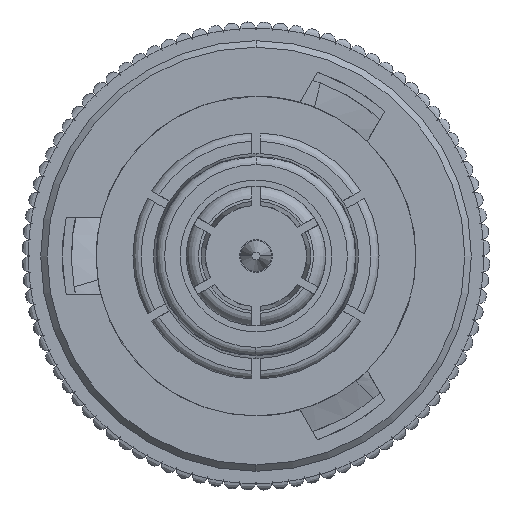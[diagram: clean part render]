
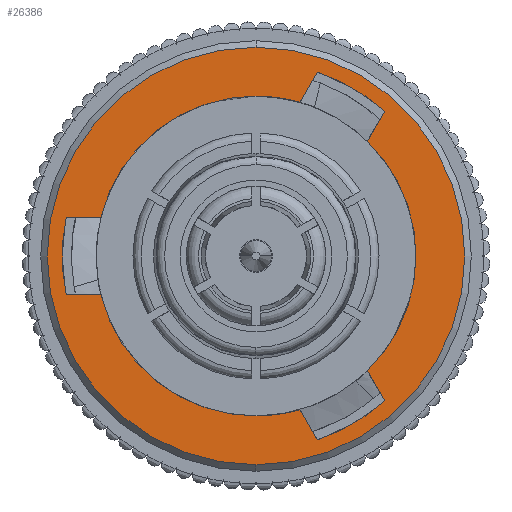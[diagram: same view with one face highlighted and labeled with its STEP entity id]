
A CAD part, left-side view. The second image highlights one B-rep face of the part: STEP entity #26386.
In plain terms, the highlighted face is planar.
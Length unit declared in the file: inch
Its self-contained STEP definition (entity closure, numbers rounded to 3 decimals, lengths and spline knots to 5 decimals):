
#219 = DIRECTION ( 'NONE',  ( 0., 0., 1. ) ) ;
#519 = CARTESIAN_POINT ( 'NONE',  ( 0., 0., 0. ) ) ;
#598 = EDGE_CURVE ( 'NONE', #33701, #15090, #22339, .T. ) ;
#1061 = ORIENTED_EDGE ( 'NONE', *, *, #23543, .F. ) ;
#1136 = DIRECTION ( 'NONE',  ( 0., 0., 1. ) ) ;
#1220 = LINE ( 'NONE', #34515, #4800 ) ;
#1763 = DIRECTION ( 'NONE',  ( 0., 0., 1. ) ) ;
#1838 = EDGE_CURVE ( 'NONE', #34225, #2704, #22336, .T. ) ;
#2657 = CIRCLE ( 'NONE', #23012, 0.195 ) ;
#2691 = DIRECTION ( 'NONE',  ( 0., 0., 1. ) ) ;
#2704 = VERTEX_POINT ( 'NONE', #21215 ) ;
#2773 = CARTESIAN_POINT ( 'NONE',  ( 0., 0., 0.2545 ) ) ;
#2791 = EDGE_CURVE ( 'NONE', #7741, #22408, #25568, .T. ) ;
#3170 = EDGE_CURVE ( 'NONE', #6765, #34225, #25884, .T. ) ;
#3435 = LINE ( 'NONE', #9096, #20459 ) ;
#3755 = CARTESIAN_POINT ( 'NONE',  ( 0., -0.07456, 0.22414 ) ) ;
#3778 = ORIENTED_EDGE ( 'NONE', *, *, #19691, .F. ) ;
#3822 = VERTEX_POINT ( 'NONE', #14858 ) ;
#3898 = DIRECTION ( 'NONE',  ( 1., 0., 0. ) ) ;
#3921 = EDGE_CURVE ( 'NONE', #23611, #22408, #2657, .T. ) ;
#4020 = ORIENTED_EDGE ( 'NONE', *, *, #13029, .F. ) ;
#4800 = VECTOR ( 'NONE', #9586, 39.37008 ) ;
#4839 = CARTESIAN_POINT ( 'NONE',  ( 0., 0., 0. ) ) ;
#4940 = FACE_OUTER_BOUND ( 'NONE', #32952, .T. ) ;
#5092 = CARTESIAN_POINT ( 'NONE',  ( 0., 0.2314, 0.0475 ) ) ;
#5639 = VECTOR ( 'NONE', #18093, 39.37008 ) ;
#5878 = CARTESIAN_POINT ( 'NONE',  ( 0., -0.07456, -0.22414 ) ) ;
#5980 = CARTESIAN_POINT ( 'NONE',  ( 0., 0., 0. ) ) ;
#6007 = DIRECTION ( 'NONE',  ( 0., -0.5, -0.866 ) ) ;
#6281 = CARTESIAN_POINT ( 'NONE',  ( 0., -0.1357, -0.14004 ) ) ;
#6714 = AXIS2_PLACEMENT_3D ( 'NONE', #34602, #17890, #1136 ) ;
#6765 = VERTEX_POINT ( 'NONE', #14141 ) ;
#7580 = CARTESIAN_POINT ( 'NONE',  ( 0., -0.07456, -0.22414 ) ) ;
#7741 = VERTEX_POINT ( 'NONE', #5092 ) ;
#8166 = CARTESIAN_POINT ( 'NONE',  ( 0., 0., 0. ) ) ;
#8291 = ORIENTED_EDGE ( 'NONE', *, *, #26190, .F. ) ;
#8409 = DIRECTION ( 'NONE',  ( -1., 0., 0. ) ) ;
#8655 = DIRECTION ( 'NONE',  ( 0., -1., 0. ) ) ;
#8967 = DIRECTION ( 'NONE',  ( 1., 0., 0. ) ) ;
#9041 = EDGE_CURVE ( 'NONE', #3822, #25113, #23448, .T. ) ;
#9096 = CARTESIAN_POINT ( 'NONE',  ( 0., -0.15683, -0.17664 ) ) ;
#9586 = DIRECTION ( 'NONE',  ( 0., 1., 0. ) ) ;
#9879 = LINE ( 'NONE', #15158, #5639 ) ;
#10005 = EDGE_CURVE ( 'NONE', #32421, #19289, #29548, .T. ) ;
#10135 = EDGE_CURVE ( 'NONE', #14982, #15090, #9879, .T. ) ;
#10332 = CIRCLE ( 'NONE', #17339, 0.2545 ) ;
#10336 = ORIENTED_EDGE ( 'NONE', *, *, #31996, .F. ) ;
#10403 = CARTESIAN_POINT ( 'NONE',  ( 0., -0.15683, 0.17664 ) ) ;
#10614 = AXIS2_PLACEMENT_3D ( 'NONE', #26626, #12937, #29531 ) ;
#10721 = VECTOR ( 'NONE', #8655, 39.37008 ) ;
#10826 = AXIS2_PLACEMENT_3D ( 'NONE', #8166, #30734, #2691 ) ;
#11336 = VECTOR ( 'NONE', #34203, 39.37008 ) ;
#11596 = DIRECTION ( 'NONE',  ( -1., 0., 0. ) ) ;
#11631 = CARTESIAN_POINT ( 'NONE',  ( 0., 0., -0.2545 ) ) ;
#11665 = CARTESIAN_POINT ( 'NONE',  ( 0., 0.2314, -0.0475 ) ) ;
#11683 = CARTESIAN_POINT ( 'NONE',  ( 0., 0., 0. ) ) ;
#11938 = DIRECTION ( 'NONE',  ( -1., 0., 0. ) ) ;
#11973 = DIRECTION ( 'NONE',  ( 0., 0., 1. ) ) ;
#12284 = CIRCLE ( 'NONE', #29161, 0.23622 ) ;
#12776 = CARTESIAN_POINT ( 'NONE',  ( 0., 0., 0. ) ) ;
#12937 = DIRECTION ( 'NONE',  ( -1., 0., 0. ) ) ;
#13029 = EDGE_CURVE ( 'NONE', #6765, #20401, #1220, .T. ) ;
#13125 = PLANE ( 'NONE',  #10614 ) ;
#13436 = DIRECTION ( 'NONE',  ( 1., 0., 0. ) ) ;
#13531 = AXIS2_PLACEMENT_3D ( 'NONE', #11683, #8967, #22806 ) ;
#13658 = CIRCLE ( 'NONE', #10826, 0.195 ) ;
#13782 = CARTESIAN_POINT ( 'NONE',  ( 0., -0.05343, 0.18754 ) ) ;
#13847 = ORIENTED_EDGE ( 'NONE', *, *, #10135, .F. ) ;
#13952 = VERTEX_POINT ( 'NONE', #11631 ) ;
#14086 = CARTESIAN_POINT ( 'NONE',  ( 0., 0.2314, 0.0475 ) ) ;
#14141 = CARTESIAN_POINT ( 'NONE',  ( 0., 0.18913, -0.0475 ) ) ;
#14210 = CARTESIAN_POINT ( 'NONE',  ( 0., 0., 0. ) ) ;
#14668 = CIRCLE ( 'NONE', #13531, 0.23622 ) ;
#14858 = CARTESIAN_POINT ( 'NONE',  ( 0., -0.15683, -0.17664 ) ) ;
#14982 = VERTEX_POINT ( 'NONE', #10403 ) ;
#15090 = VERTEX_POINT ( 'NONE', #30778 ) ;
#15158 = CARTESIAN_POINT ( 'NONE',  ( 0., -0.15683, 0.17664 ) ) ;
#15529 = CARTESIAN_POINT ( 'NONE',  ( 0., -0.07456, 0.22414 ) ) ;
#16169 = VERTEX_POINT ( 'NONE', #2773 ) ;
#17339 = AXIS2_PLACEMENT_3D ( 'NONE', #519, #11596, #22713 ) ;
#17618 = AXIS2_PLACEMENT_3D ( 'NONE', #12776, #29540, #34979 ) ;
#17890 = DIRECTION ( 'NONE',  ( -1., 0., 0. ) ) ;
#18093 = DIRECTION ( 'NONE',  ( 0., 0.5, -0.866 ) ) ;
#18458 = DIRECTION ( 'NONE',  ( 0., -0.5, 0.866 ) ) ;
#18951 = ORIENTED_EDGE ( 'NONE', *, *, #9041, .F. ) ;
#19062 = CARTESIAN_POINT ( 'NONE',  ( 0., 0.18913, 0.0475 ) ) ;
#19150 = EDGE_CURVE ( 'NONE', #32421, #23611, #13658, .T. ) ;
#19289 = VERTEX_POINT ( 'NONE', #3755 ) ;
#19688 = ORIENTED_EDGE ( 'NONE', *, *, #23815, .F. ) ;
#19691 = EDGE_CURVE ( 'NONE', #25113, #2704, #21030, .T. ) ;
#19990 = ORIENTED_EDGE ( 'NONE', *, *, #10005, .F. ) ;
#20401 = VERTEX_POINT ( 'NONE', #11665 ) ;
#20459 = VECTOR ( 'NONE', #6007, 39.37008 ) ;
#20466 = DIRECTION ( 'NONE',  ( 0., 0., 1. ) ) ;
#21030 = LINE ( 'NONE', #7580, #11336 ) ;
#21215 = CARTESIAN_POINT ( 'NONE',  ( 0., -0.05343, -0.18754 ) ) ;
#21483 = ORIENTED_EDGE ( 'NONE', *, *, #1838, .T. ) ;
#22173 = EDGE_CURVE ( 'NONE', #16169, #13952, #10332, .T. ) ;
#22336 = CIRCLE ( 'NONE', #35121, 0.195 ) ;
#22339 = CIRCLE ( 'NONE', #17618, 0.195 ) ;
#22408 = VERTEX_POINT ( 'NONE', #19062 ) ;
#22713 = DIRECTION ( 'NONE',  ( 0., 0., 1. ) ) ;
#22784 = ORIENTED_EDGE ( 'NONE', *, *, #598, .T. ) ;
#22806 = DIRECTION ( 'NONE',  ( 0., 0., 1. ) ) ;
#23012 = AXIS2_PLACEMENT_3D ( 'NONE', #4839, #31964, #1763 ) ;
#23448 = CIRCLE ( 'NONE', #34482, 0.23622 ) ;
#23543 = EDGE_CURVE ( 'NONE', #19289, #14982, #12284, .T. ) ;
#23611 = VERTEX_POINT ( 'NONE', #28311 ) ;
#23632 = CIRCLE ( 'NONE', #29433, 0.2545 ) ;
#23815 = EDGE_CURVE ( 'NONE', #33701, #3822, #3435, .T. ) ;
#23861 = ORIENTED_EDGE ( 'NONE', *, *, #3170, .T. ) ;
#24439 = FACE_BOUND ( 'NONE', #26060, .T. ) ;
#25113 = VERTEX_POINT ( 'NONE', #5878 ) ;
#25568 = LINE ( 'NONE', #14086, #10721 ) ;
#25681 = ORIENTED_EDGE ( 'NONE', *, *, #3921, .T. ) ;
#25884 = CIRCLE ( 'NONE', #6714, 0.195 ) ;
#25927 = ORIENTED_EDGE ( 'NONE', *, *, #22173, .F. ) ;
#26060 = EDGE_LOOP ( 'NONE', ( #23861, #21483, #3778, #18951, #19688, #22784, #13847, #1061, #19990, #35469, #25681, #30557, #8291, #4020 ) ) ;
#26190 = EDGE_CURVE ( 'NONE', #20401, #7741, #14668, .T. ) ;
#26386 = ADVANCED_FACE ( 'NONE', ( #4940, #24439 ), #13125, .F. ) ;
#26515 = VECTOR ( 'NONE', #18458, 39.37008 ) ;
#26626 = CARTESIAN_POINT ( 'NONE',  ( 0., 0.195, 0. ) ) ;
#28311 = CARTESIAN_POINT ( 'NONE',  ( 0., 0., 0.195 ) ) ;
#28853 = CARTESIAN_POINT ( 'NONE',  ( 0., 0., 0. ) ) ;
#29161 = AXIS2_PLACEMENT_3D ( 'NONE', #28853, #3898, #20466 ) ;
#29433 = AXIS2_PLACEMENT_3D ( 'NONE', #30212, #11938, #11973 ) ;
#29531 = DIRECTION ( 'NONE',  ( 0., 0., 1. ) ) ;
#29540 = DIRECTION ( 'NONE',  ( -1., 0., 0. ) ) ;
#29548 = LINE ( 'NONE', #15529, #26515 ) ;
#30212 = CARTESIAN_POINT ( 'NONE',  ( 0., 0., 0. ) ) ;
#30557 = ORIENTED_EDGE ( 'NONE', *, *, #2791, .F. ) ;
#30734 = DIRECTION ( 'NONE',  ( -1., 0., 0. ) ) ;
#30778 = CARTESIAN_POINT ( 'NONE',  ( 0., -0.1357, 0.14004 ) ) ;
#31964 = DIRECTION ( 'NONE',  ( -1., 0., 0. ) ) ;
#31996 = EDGE_CURVE ( 'NONE', #13952, #16169, #23632, .T. ) ;
#32043 = CARTESIAN_POINT ( 'NONE',  ( 0., 0., -0.195 ) ) ;
#32421 = VERTEX_POINT ( 'NONE', #13782 ) ;
#32952 = EDGE_LOOP ( 'NONE', ( #25927, #10336 ) ) ;
#33701 = VERTEX_POINT ( 'NONE', #6281 ) ;
#34203 = DIRECTION ( 'NONE',  ( 0., 0.5, 0.866 ) ) ;
#34225 = VERTEX_POINT ( 'NONE', #32043 ) ;
#34482 = AXIS2_PLACEMENT_3D ( 'NONE', #5980, #13436, #35643 ) ;
#34515 = CARTESIAN_POINT ( 'NONE',  ( 0., 0.2314, -0.0475 ) ) ;
#34602 = CARTESIAN_POINT ( 'NONE',  ( 0., 0., 0. ) ) ;
#34979 = DIRECTION ( 'NONE',  ( 0., 0., 1. ) ) ;
#35121 = AXIS2_PLACEMENT_3D ( 'NONE', #14210, #8409, #219 ) ;
#35469 = ORIENTED_EDGE ( 'NONE', *, *, #19150, .T. ) ;
#35643 = DIRECTION ( 'NONE',  ( 0., 0., 1. ) ) ;
